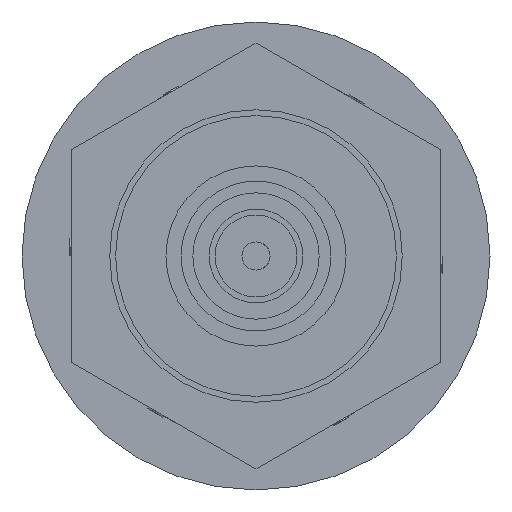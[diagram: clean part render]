
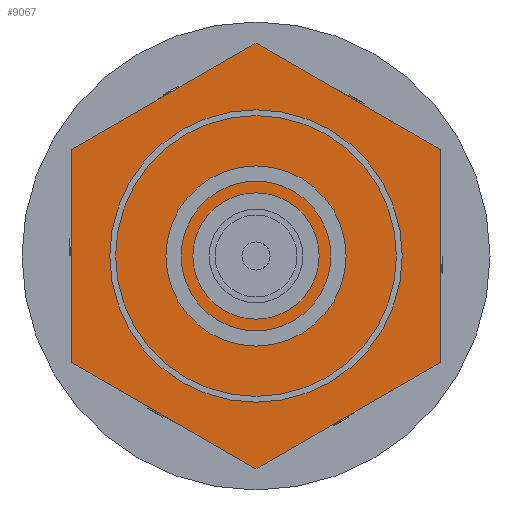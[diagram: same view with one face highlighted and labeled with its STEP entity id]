
A CAD part, left-side view. The second image highlights one B-rep face of the part: STEP entity #9067.
In plain terms, the highlighted planar face has unit normal (-1, 0, 0).
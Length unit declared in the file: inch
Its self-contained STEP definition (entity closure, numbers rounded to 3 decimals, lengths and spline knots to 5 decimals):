
#583 = PLANE ( 'NONE',  #1329 ) ;
#1329 = AXIS2_PLACEMENT_3D ( 'NONE', #1334, #1333, #2219 ) ;
#1333 = DIRECTION ( 'NONE',  ( -1., 0., 0. ) ) ;
#1334 = CARTESIAN_POINT ( 'NONE',  ( 0., -0.1575, -0.09093 ) ) ;
#1777 = DIRECTION ( 'NONE',  ( 0., 0., 1. ) ) ;
#1778 = FACE_BOUND ( 'NONE', #8930, .T. ) ;
#1779 = FACE_OUTER_BOUND ( 'NONE', #9068, .T. ) ;
#1958 = DIRECTION ( 'NONE',  ( -1., 0., 0. ) ) ;
#1959 = CARTESIAN_POINT ( 'NONE',  ( 0., 0., 0. ) ) ;
#1960 = AXIS2_PLACEMENT_3D ( 'NONE', #1959, #1958, #1777 ) ;
#1961 = CIRCLE ( 'NONE', #1960, 0.054 ) ;
#1962 = DIRECTION ( 'NONE',  ( 0., 0.866, 0.5 ) ) ;
#1963 = VECTOR ( 'NONE', #1962, 39.37008 ) ;
#1964 = CARTESIAN_POINT ( 'NONE',  ( 0., 0., -0.18187 ) ) ;
#1965 = LINE ( 'NONE', #1964, #1963 ) ;
#2021 = CARTESIAN_POINT ( 'NONE',  ( 0., -0.1575, 0.09093 ) ) ;
#2022 = DIRECTION ( 'NONE',  ( 0., 0., -1. ) ) ;
#2023 = VECTOR ( 'NONE', #2022, 39.37008 ) ;
#2024 = CARTESIAN_POINT ( 'NONE',  ( 0., -0.1575, 0.09093 ) ) ;
#2025 = LINE ( 'NONE', #2024, #2023 ) ;
#2054 = CARTESIAN_POINT ( 'NONE',  ( 0., 0., 0.18187 ) ) ;
#2055 = DIRECTION ( 'NONE',  ( 0., -0.866, -0.5 ) ) ;
#2056 = VECTOR ( 'NONE', #2055, 39.37008 ) ;
#2057 = CARTESIAN_POINT ( 'NONE',  ( 0., 0., 0.18187 ) ) ;
#2058 = LINE ( 'NONE', #2057, #2056 ) ;
#2168 = CARTESIAN_POINT ( 'NONE',  ( 0., -0.1575, -0.09093 ) ) ;
#2169 = LINE ( 'NONE', #2168, #2194 ) ;
#2191 = CARTESIAN_POINT ( 'NONE',  ( 0., 0., -0.18187 ) ) ;
#2192 = CARTESIAN_POINT ( 'NONE',  ( 0., -0.1575, -0.09093 ) ) ;
#2193 = DIRECTION ( 'NONE',  ( 0., 0.866, -0.5 ) ) ;
#2194 = VECTOR ( 'NONE', #2193, 39.37008 ) ;
#2219 = DIRECTION ( 'NONE',  ( 0., 0., 1. ) ) ;
#2242 = CARTESIAN_POINT ( 'NONE',  ( 0., 0.1575, -0.09093 ) ) ;
#2243 = DIRECTION ( 'NONE',  ( 0., 0., 1. ) ) ;
#2244 = VECTOR ( 'NONE', #2243, 39.37008 ) ;
#2245 = CARTESIAN_POINT ( 'NONE',  ( 0., 0.1575, -0.09093 ) ) ;
#2246 = LINE ( 'NONE', #2245, #2244 ) ;
#2247 = CARTESIAN_POINT ( 'NONE',  ( 0., 0.1575, 0.09093 ) ) ;
#2248 = DIRECTION ( 'NONE',  ( 0., -0.866, 0.5 ) ) ;
#2249 = VECTOR ( 'NONE', #2248, 39.37008 ) ;
#2250 = CARTESIAN_POINT ( 'NONE',  ( 0., 0.1575, 0.09093 ) ) ;
#2251 = LINE ( 'NONE', #2250, #2249 ) ;
#6752 = VERTEX_POINT ( 'NONE', #11783 ) ;
#6754 = EDGE_CURVE ( 'NONE', #6752, #6755, #11782, .T. ) ;
#6755 = VERTEX_POINT ( 'NONE', #11777 ) ;
#8929 = EDGE_CURVE ( 'NONE', #9072, #9084, #1965, .T. ) ;
#8930 = EDGE_LOOP ( 'NONE', ( #8931, #8933 ) ) ;
#8931 = ORIENTED_EDGE ( 'NONE', *, *, #8932, .F. ) ;
#8932 = EDGE_CURVE ( 'NONE', #6755, #6752, #1961, .T. ) ;
#8933 = ORIENTED_EDGE ( 'NONE', *, *, #6754, .F. ) ;
#9067 = ADVANCED_FACE ( 'NONE', ( #1779, #1778 ), #583, .T. ) ;
#9068 = EDGE_LOOP ( 'NONE', ( #9069, #9073, #9076, #9079, #9082, #9085 ) ) ;
#9069 = ORIENTED_EDGE ( 'NONE', *, *, #9070, .F. ) ;
#9070 = EDGE_CURVE ( 'NONE', #9071, #9072, #2169, .T. ) ;
#9071 = VERTEX_POINT ( 'NONE', #2192 ) ;
#9072 = VERTEX_POINT ( 'NONE', #2191 ) ;
#9073 = ORIENTED_EDGE ( 'NONE', *, *, #9074, .F. ) ;
#9074 = EDGE_CURVE ( 'NONE', #9075, #9071, #2025, .T. ) ;
#9075 = VERTEX_POINT ( 'NONE', #2021 ) ;
#9076 = ORIENTED_EDGE ( 'NONE', *, *, #9077, .F. ) ;
#9077 = EDGE_CURVE ( 'NONE', #9078, #9075, #2058, .T. ) ;
#9078 = VERTEX_POINT ( 'NONE', #2054 ) ;
#9079 = ORIENTED_EDGE ( 'NONE', *, *, #9080, .F. ) ;
#9080 = EDGE_CURVE ( 'NONE', #9081, #9078, #2251, .T. ) ;
#9081 = VERTEX_POINT ( 'NONE', #2247 ) ;
#9082 = ORIENTED_EDGE ( 'NONE', *, *, #9083, .F. ) ;
#9083 = EDGE_CURVE ( 'NONE', #9084, #9081, #2246, .T. ) ;
#9084 = VERTEX_POINT ( 'NONE', #2242 ) ;
#9085 = ORIENTED_EDGE ( 'NONE', *, *, #8929, .F. ) ;
#11777 = CARTESIAN_POINT ( 'NONE',  ( 0., 0., -0.054 ) ) ;
#11778 = DIRECTION ( 'NONE',  ( 0., 0., 1. ) ) ;
#11779 = DIRECTION ( 'NONE',  ( -1., 0., 0. ) ) ;
#11780 = CARTESIAN_POINT ( 'NONE',  ( 0., 0., 0. ) ) ;
#11781 = AXIS2_PLACEMENT_3D ( 'NONE', #11780, #11779, #11778 ) ;
#11782 = CIRCLE ( 'NONE', #11781, 0.054 ) ;
#11783 = CARTESIAN_POINT ( 'NONE',  ( 0., 0., 0.054 ) ) ;
